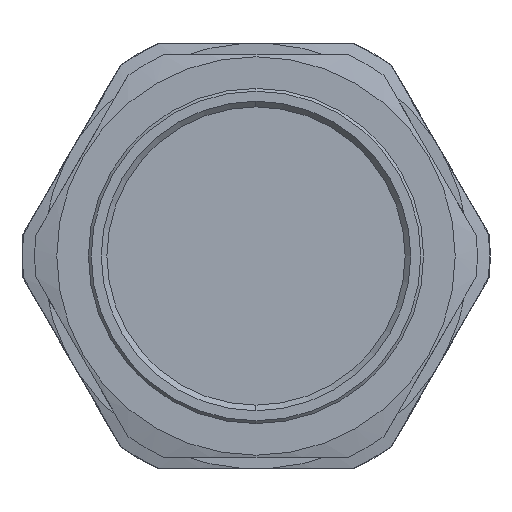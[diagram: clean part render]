
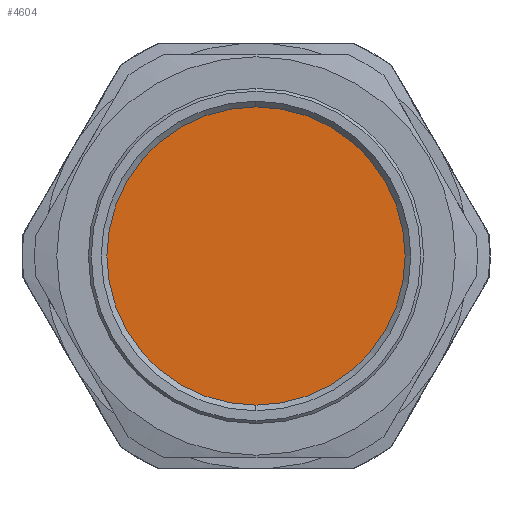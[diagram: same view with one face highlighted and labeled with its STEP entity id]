
A CAD part, left-side view. The second image highlights one B-rep face of the part: STEP entity #4604.
In plain terms, the highlighted planar face has unit normal (-1, 0, 0).
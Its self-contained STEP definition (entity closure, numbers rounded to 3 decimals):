
#192 = CIRCLE ( 'NONE', #5049, 45.2 ) ;
#214 = AXIS2_PLACEMENT_3D ( 'NONE', #4204, #3410, #4191 ) ;
#255 = EDGE_CURVE ( 'NONE', #353, #3393, #4679, .T. ) ;
#353 = VERTEX_POINT ( 'NONE', #591 ) ;
#422 = EDGE_CURVE ( 'NONE', #3393, #353, #2581, .T. ) ;
#443 = ORIENTED_EDGE ( 'NONE', *, *, #2919, .T. ) ;
#464 = CARTESIAN_POINT ( 'NONE',  ( 143.2, 0., 0. ) ) ;
#502 = DIRECTION ( 'NONE',  ( 0., 0., -1. ) ) ;
#506 = CIRCLE ( 'NONE', #3283, 45.2 ) ;
#591 = CARTESIAN_POINT ( 'NONE',  ( 143.2, 0., 45.25 ) ) ;
#637 = ORIENTED_EDGE ( 'NONE', *, *, #422, .F. ) ;
#641 = VERTEX_POINT ( 'NONE', #1161 ) ;
#1001 = PLANE ( 'NONE',  #214 ) ;
#1041 = DIRECTION ( 'NONE',  ( 1., 0., 0. ) ) ;
#1090 = AXIS2_PLACEMENT_3D ( 'NONE', #4169, #1041, #3829 ) ;
#1161 = CARTESIAN_POINT ( 'NONE',  ( 143.2, -45.156, 2.002 ) ) ;
#1564 = ORIENTED_EDGE ( 'NONE', *, *, #2362, .T. ) ;
#1646 = EDGE_LOOP ( 'NONE', ( #637, #3823 ) ) ;
#2214 = AXIS2_PLACEMENT_3D ( 'NONE', #3211, #4433, #502 ) ;
#2362 = EDGE_CURVE ( 'NONE', #3032, #641, #192, .T. ) ;
#2581 = CIRCLE ( 'NONE', #1090, 45.25 ) ;
#2919 = EDGE_CURVE ( 'NONE', #641, #3032, #506, .T. ) ;
#3020 = DIRECTION ( 'NONE',  ( 0., -0.999, 0.044 ) ) ;
#3032 = VERTEX_POINT ( 'NONE', #4441 ) ;
#3088 = CARTESIAN_POINT ( 'NONE',  ( 143.2, 0., 0. ) ) ;
#3180 = DIRECTION ( 'NONE',  ( 0., -0.999, 0.044 ) ) ;
#3211 = CARTESIAN_POINT ( 'NONE',  ( 143.2, 0., 0. ) ) ;
#3243 = FACE_OUTER_BOUND ( 'NONE', #1646, .T. ) ;
#3283 = AXIS2_PLACEMENT_3D ( 'NONE', #464, #4379, #3180 ) ;
#3393 = VERTEX_POINT ( 'NONE', #4278 ) ;
#3404 = EDGE_LOOP ( 'NONE', ( #443, #1564 ) ) ;
#3410 = DIRECTION ( 'NONE',  ( 1., 0., 0. ) ) ;
#3823 = ORIENTED_EDGE ( 'NONE', *, *, #255, .F. ) ;
#3829 = DIRECTION ( 'NONE',  ( 0., 0., -1. ) ) ;
#3858 = FACE_BOUND ( 'NONE', #3404, .T. ) ;
#4169 = CARTESIAN_POINT ( 'NONE',  ( 143.2, 0., 0. ) ) ;
#4191 = DIRECTION ( 'NONE',  ( 0., -0.999, 0.044 ) ) ;
#4204 = CARTESIAN_POINT ( 'NONE',  ( 143.2, -2.002, -45.156 ) ) ;
#4278 = CARTESIAN_POINT ( 'NONE',  ( 143.2, 0., -45.25 ) ) ;
#4379 = DIRECTION ( 'NONE',  ( 1., 0., 0. ) ) ;
#4433 = DIRECTION ( 'NONE',  ( 1., 0., 0. ) ) ;
#4441 = CARTESIAN_POINT ( 'NONE',  ( 143.2, 45.156, -2.002 ) ) ;
#4599 = DIRECTION ( 'NONE',  ( 1., 0., 0. ) ) ;
#4604 = ADVANCED_FACE ( 'NONE', ( #3858, #3243 ), #1001, .F. ) ;
#4679 = CIRCLE ( 'NONE', #2214, 45.25 ) ;
#5049 = AXIS2_PLACEMENT_3D ( 'NONE', #3088, #4599, #3020 ) ;
